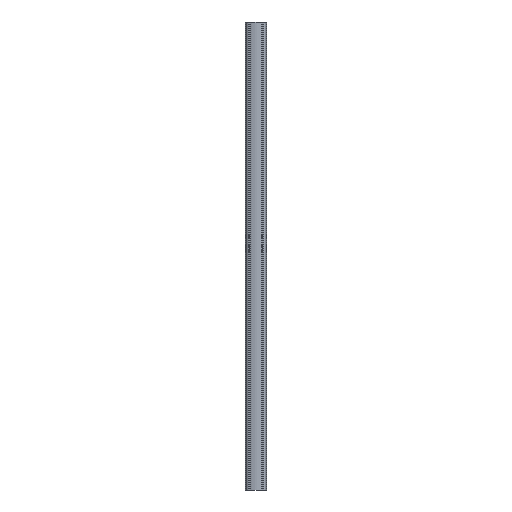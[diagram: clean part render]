
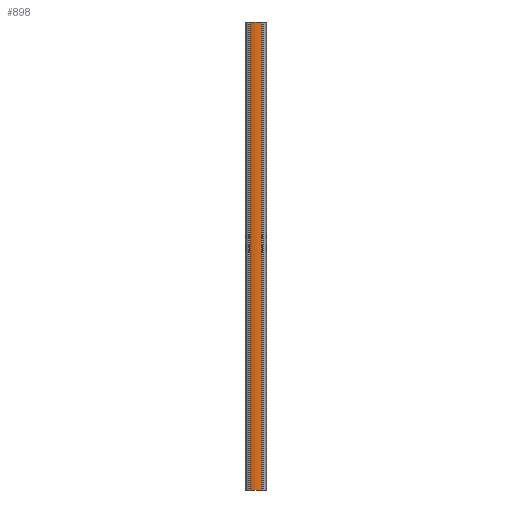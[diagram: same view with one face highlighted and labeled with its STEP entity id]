
A CAD part, front view. The second image highlights one B-rep face of the part: STEP entity #898.
In plain terms, the highlighted cylindrical face has radius 36 mm (diameter 72 mm), a partial arc.
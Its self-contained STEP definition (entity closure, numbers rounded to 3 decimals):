
#166 = EDGE_CURVE ( 'NONE', #325, #1880, #2581, .T. ) ;
#169 = FACE_OUTER_BOUND ( 'NONE', #557, .T. ) ;
#325 = VERTEX_POINT ( 'NONE', #2785 ) ;
#523 = CARTESIAN_POINT ( 'NONE',  ( 12.434, -33.785, 816.91 ) ) ;
#531 = CARTESIAN_POINT ( 'NONE',  ( -12.434, -33.785, 52.91 ) ) ;
#557 = EDGE_LOOP ( 'NONE', ( #2133, #3129, #3127, #3421 ) ) ;
#752 = CARTESIAN_POINT ( 'NONE',  ( 12.434, -33.785, -183.09 ) ) ;
#762 = VECTOR ( 'NONE', #3256, 1000. ) ;
#844 = CARTESIAN_POINT ( 'NONE',  ( 0., 0., 816.91 ) ) ;
#898 = ADVANCED_FACE ( 'NONE', ( #169 ), #2114, .T. ) ;
#948 = EDGE_CURVE ( 'NONE', #325, #2736, #1388, .T. ) ;
#974 = CARTESIAN_POINT ( 'NONE',  ( 0., 0., 52.91 ) ) ;
#1060 = AXIS2_PLACEMENT_3D ( 'NONE', #974, #3381, #1488 ) ;
#1116 = VERTEX_POINT ( 'NONE', #523 ) ;
#1388 = CIRCLE ( 'NONE', #3113, 36. ) ;
#1399 = DIRECTION ( 'NONE',  ( 0., 1., 0. ) ) ;
#1488 = DIRECTION ( 'NONE',  ( -1., 0., 0. ) ) ;
#1768 = CARTESIAN_POINT ( 'NONE',  ( -12.434, -33.785, 816.91 ) ) ;
#1811 = AXIS2_PLACEMENT_3D ( 'NONE', #844, #2538, #1399 ) ;
#1849 = DIRECTION ( 'NONE',  ( -1., 0., 0. ) ) ;
#1880 = VERTEX_POINT ( 'NONE', #1768 ) ;
#2114 = CYLINDRICAL_SURFACE ( 'NONE', #1060, 36. ) ;
#2133 = ORIENTED_EDGE ( 'NONE', *, *, #3333, .T. ) ;
#2178 = DIRECTION ( 'NONE',  ( 0., 0., 1. ) ) ;
#2383 = CARTESIAN_POINT ( 'NONE',  ( 0., 0., -183.09 ) ) ;
#2538 = DIRECTION ( 'NONE',  ( 0., 0., 1. ) ) ;
#2581 = LINE ( 'NONE', #531, #762 ) ;
#2637 = DIRECTION ( 'NONE',  ( 0., 0., 1. ) ) ;
#2668 = CARTESIAN_POINT ( 'NONE',  ( 12.434, -33.785, 52.91 ) ) ;
#2736 = VERTEX_POINT ( 'NONE', #752 ) ;
#2785 = CARTESIAN_POINT ( 'NONE',  ( -12.434, -33.785, -183.09 ) ) ;
#3113 = AXIS2_PLACEMENT_3D ( 'NONE', #2383, #2637, #1849 ) ;
#3127 = ORIENTED_EDGE ( 'NONE', *, *, #166, .F. ) ;
#3129 = ORIENTED_EDGE ( 'NONE', *, *, #3375, .F. ) ;
#3256 = DIRECTION ( 'NONE',  ( 0., 0., 1. ) ) ;
#3269 = LINE ( 'NONE', #2668, #3482 ) ;
#3313 = CIRCLE ( 'NONE', #1811, 36. ) ;
#3333 = EDGE_CURVE ( 'NONE', #2736, #1116, #3269, .T. ) ;
#3375 = EDGE_CURVE ( 'NONE', #1880, #1116, #3313, .T. ) ;
#3381 = DIRECTION ( 'NONE',  ( 0., 0., 1. ) ) ;
#3421 = ORIENTED_EDGE ( 'NONE', *, *, #948, .T. ) ;
#3482 = VECTOR ( 'NONE', #2178, 1000. ) ;
